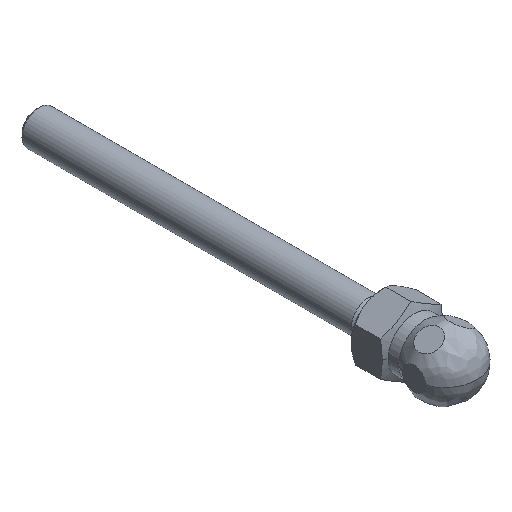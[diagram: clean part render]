
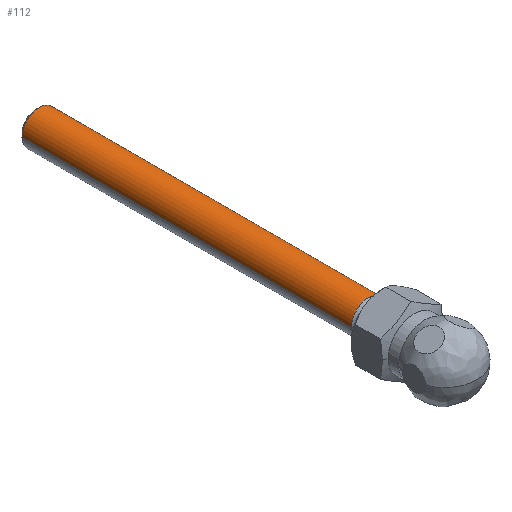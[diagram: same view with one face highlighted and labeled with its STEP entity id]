
A CAD part, isometric view. The second image highlights one B-rep face of the part: STEP entity #112.
In plain terms, the highlighted cylindrical face has radius 4 mm (diameter 8 mm), a partial arc.
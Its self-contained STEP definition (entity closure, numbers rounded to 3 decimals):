
#7 = DIRECTION ( 'NONE',  ( 0., 1., 0. ) ) ;
#8 = CARTESIAN_POINT ( 'NONE',  ( 4., 43.886, 0. ) ) ;
#37 = VERTEX_POINT ( 'NONE', #1162 ) ;
#51 = DIRECTION ( 'NONE',  ( 0., 1., 0. ) ) ;
#56 = CARTESIAN_POINT ( 'NONE',  ( -4., 43.886, 0. ) ) ;
#77 = CIRCLE ( 'NONE', #110, 4. ) ;
#110 = AXIS2_PLACEMENT_3D ( 'NONE', #1416, #909, #1304 ) ;
#112 = ADVANCED_FACE ( 'NONE', ( #137 ), #1507, .T. ) ;
#122 = AXIS2_PLACEMENT_3D ( 'NONE', #1028, #1027, #1026 ) ;
#137 = FACE_OUTER_BOUND ( 'NONE', #183, .T. ) ;
#183 = EDGE_LOOP ( 'NONE', ( #397, #249, #1359, #1245, #874 ) ) ;
#228 = EDGE_CURVE ( 'NONE', #988, #1156, #77, .T. ) ;
#249 = ORIENTED_EDGE ( 'NONE', *, *, #1455, .T. ) ;
#297 = DIRECTION ( 'NONE',  ( -1., 0., 0. ) ) ;
#302 = DIRECTION ( 'NONE',  ( 0., 1., 0. ) ) ;
#303 = CARTESIAN_POINT ( 'NONE',  ( 0., 3., 0. ) ) ;
#367 = AXIS2_PLACEMENT_3D ( 'NONE', #303, #302, #297 ) ;
#397 = ORIENTED_EDGE ( 'NONE', *, *, #1308, .T. ) ;
#460 = AXIS2_PLACEMENT_3D ( 'NONE', #901, #890, #1091 ) ;
#461 = VERTEX_POINT ( 'NONE', #1315 ) ;
#680 = CARTESIAN_POINT ( 'NONE',  ( -4., 79.2, 0. ) ) ;
#874 = ORIENTED_EDGE ( 'NONE', *, *, #1427, .F. ) ;
#878 = LINE ( 'NONE', #8, #1292 ) ;
#890 = DIRECTION ( 'NONE',  ( 0., 1., 0. ) ) ;
#901 = CARTESIAN_POINT ( 'NONE',  ( 0., 43.886, 0. ) ) ;
#909 = DIRECTION ( 'NONE',  ( 0., -1., 0. ) ) ;
#913 = CARTESIAN_POINT ( 'NONE',  ( 4., 79.2, 0. ) ) ;
#914 = EDGE_CURVE ( 'NONE', #1042, #988, #1389, .T. ) ;
#954 = CARTESIAN_POINT ( 'NONE',  ( 0., 79.2, 4. ) ) ;
#988 = VERTEX_POINT ( 'NONE', #954 ) ;
#1026 = DIRECTION ( 'NONE',  ( -1., 0., 0. ) ) ;
#1027 = DIRECTION ( 'NONE',  ( 0., -1., 0. ) ) ;
#1028 = CARTESIAN_POINT ( 'NONE',  ( 0., 79.2, 0. ) ) ;
#1042 = VERTEX_POINT ( 'NONE', #913 ) ;
#1091 = DIRECTION ( 'NONE',  ( -1., 0., 0. ) ) ;
#1156 = VERTEX_POINT ( 'NONE', #680 ) ;
#1162 = CARTESIAN_POINT ( 'NONE',  ( -4., 3., 0. ) ) ;
#1213 = VECTOR ( 'NONE', #51, 1000. ) ;
#1245 = ORIENTED_EDGE ( 'NONE', *, *, #228, .T. ) ;
#1292 = VECTOR ( 'NONE', #7, 1000. ) ;
#1298 = LINE ( 'NONE', #56, #1213 ) ;
#1304 = DIRECTION ( 'NONE',  ( -1., 0., 0. ) ) ;
#1308 = EDGE_CURVE ( 'NONE', #37, #461, #1530, .T. ) ;
#1315 = CARTESIAN_POINT ( 'NONE',  ( 4., 3., 0. ) ) ;
#1359 = ORIENTED_EDGE ( 'NONE', *, *, #914, .T. ) ;
#1389 = CIRCLE ( 'NONE', #122, 4. ) ;
#1416 = CARTESIAN_POINT ( 'NONE',  ( 0., 79.2, 0. ) ) ;
#1427 = EDGE_CURVE ( 'NONE', #37, #1156, #1298, .T. ) ;
#1455 = EDGE_CURVE ( 'NONE', #461, #1042, #878, .T. ) ;
#1507 = CYLINDRICAL_SURFACE ( 'NONE', #460, 4. ) ;
#1530 = CIRCLE ( 'NONE', #367, 4. ) ;
